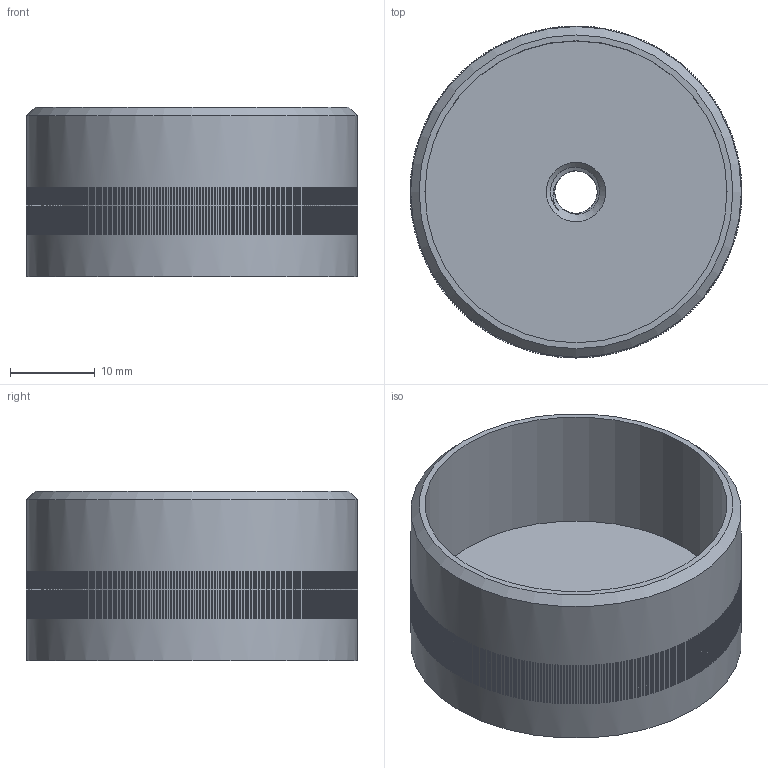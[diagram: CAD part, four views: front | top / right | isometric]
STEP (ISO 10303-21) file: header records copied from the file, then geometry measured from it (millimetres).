
FILE_DESCRIPTION(/* description */ (''),/* implementation_level */ '2;1');
FILE_NAME(/* name */ 'Verbindungsteil_mit_Rändel_X86.stp',/* time_stamp */ '2017-05-23T20:08:48+02:00',/* author */ (''),/* organization */ (''),/* preprocessor_version */ 'ST-DEVELOPER v16',/* originating_system */ 'SIEMENS PLM Software NX 11.0',/* authorisation */ '');
FILE_SCHEMA (('AUTOMOTIVE_DESIGN { 1 0 10303 214 3 1 1 1 }'));
Length unit declared in the file: millimetre
Products named in the file (1): Goge1F80A6A3ewpg
Bounding box: 39.14 x 39.14 x 20 mm (x, y, z)
Volume: 8767.3 mm3; surface area: 6788.5 mm2
Topology: 1 solids, 1 shells, 1812 faces, 4347 edges, 2897 vertices
Faces by surface type: plane 1803, cylinder 4, cone 3, bspline 2
Full cylindrical faces by diameter (mm): 35.618 x1, 39 x1
Entity records: 53328 total; most frequent: CARTESIAN_POINT 10231, DIRECTION 8684, ORIENTED_EDGE 8678, EDGE_CURVE 4339, LINE 3600, VECTOR 3600, VERTEX_POINT 2895, AXIS2_PLACEMENT_3D 2542
